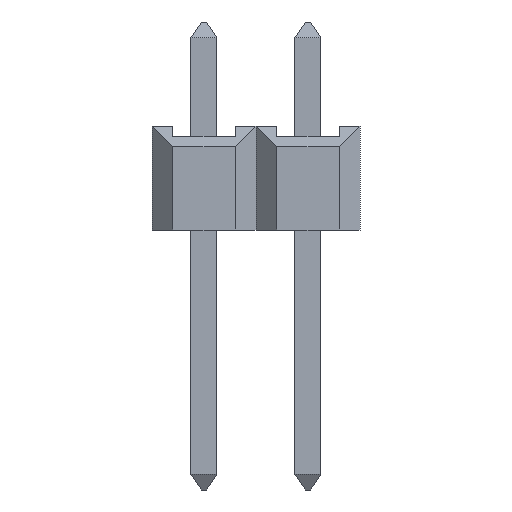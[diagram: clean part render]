
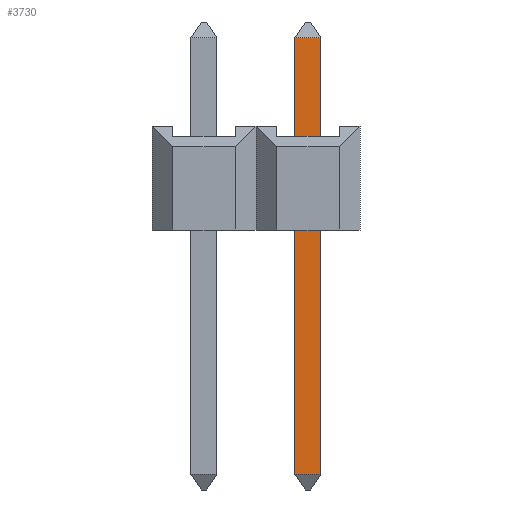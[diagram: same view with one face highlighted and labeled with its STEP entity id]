
A CAD part, front view. The second image highlights one B-rep face of the part: STEP entity #3730.
In plain terms, the highlighted planar face has unit normal (0, -1, 0).
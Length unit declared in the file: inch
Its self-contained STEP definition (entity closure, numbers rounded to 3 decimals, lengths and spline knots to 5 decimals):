
#3730=ADVANCED_FACE('',(#4676),#4206,.T.);
#4206=PLANE('',#11767);
#4676=FACE_OUTER_BOUND('',#5136,.T.);
#5136=EDGE_LOOP('',(#5967,#5968,#5969,#5970));
#5967=ORIENTED_EDGE('',*,*,#8607,.T.);
#5968=ORIENTED_EDGE('',*,*,#8615,.T.);
#5969=ORIENTED_EDGE('',*,*,#8612,.F.);
#5970=ORIENTED_EDGE('',*,*,#8616,.T.);
#7857=VERTEX_POINT('',#14625);
#7858=VERTEX_POINT('',#14627);
#7861=VERTEX_POINT('',#14637);
#7862=VERTEX_POINT('',#14638);
#8607=EDGE_CURVE('',#7858,#7857,#9699,.T.);
#8612=EDGE_CURVE('',#7861,#7862,#9704,.T.);
#8615=EDGE_CURVE('',#7857,#7862,#9707,.T.);
#8616=EDGE_CURVE('',#7861,#7858,#9708,.T.);
#9699=LINE('',#14626,#10791);
#9704=LINE('',#14636,#10796);
#9707=LINE('',#14642,#10799);
#9708=LINE('',#14643,#10800);
#10791=VECTOR('',#12538,1.);
#10796=VECTOR('',#12547,1.);
#10799=VECTOR('',#12552,1.);
#10800=VECTOR('',#12553,1.);
#11767=AXIS2_PLACEMENT_3D('',#14644,#12554,#12555);
#12538=DIRECTION('',(0.,0.,-1.));
#12547=DIRECTION('',(0.,0.,-1.));
#12552=DIRECTION('',(1.,0.,0.));
#12553=DIRECTION('',(-1.,0.,0.));
#12554=DIRECTION('',(0.,-1.,0.));
#12555=DIRECTION('',(0.,0.,-1.));
#14625=CARTESIAN_POINT('',(0.0875,-0.0125,-0.235));
#14626=CARTESIAN_POINT('',(0.0875,-0.0125,0.2));
#14627=CARTESIAN_POINT('',(0.0875,-0.0125,0.185));
#14636=CARTESIAN_POINT('',(0.1125,-0.0125,0.2));
#14637=CARTESIAN_POINT('',(0.1125,-0.0125,0.185));
#14638=CARTESIAN_POINT('',(0.1125,-0.0125,-0.235));
#14642=CARTESIAN_POINT('',(0.1125,-0.0125,-0.235));
#14643=CARTESIAN_POINT('',(0.0875,-0.0125,0.185));
#14644=CARTESIAN_POINT('',(0.1125,-0.0125,0.2));
